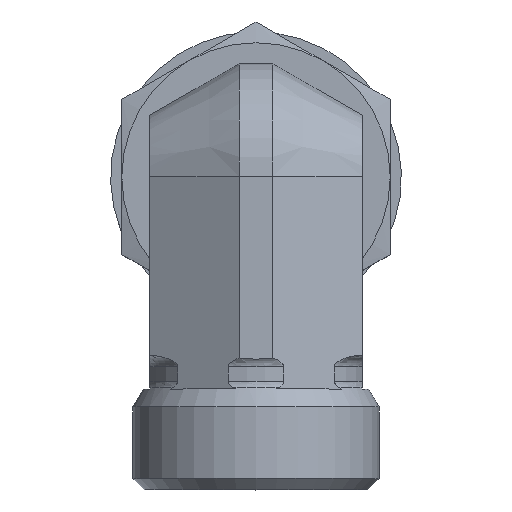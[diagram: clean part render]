
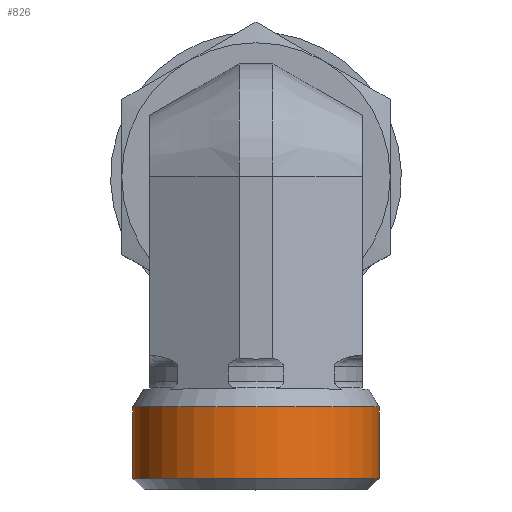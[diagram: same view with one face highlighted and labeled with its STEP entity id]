
A CAD part, top view. The second image highlights one B-rep face of the part: STEP entity #826.
In plain terms, the highlighted cylindrical face has radius 11 mm (diameter 22 mm), a full revolution.
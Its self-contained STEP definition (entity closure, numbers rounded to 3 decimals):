
#784=CARTESIAN_POINT('',(11.,-27.,19.));
#785=VERTEX_POINT('',#784);
#786=CARTESIAN_POINT('',(0.,-27.,19.0));
#787=DIRECTION('',(0.0,-1.0,0.0));
#788=DIRECTION('',(-1.0,0.0,0.0));
#789=AXIS2_PLACEMENT_3D('',#786,#787,#788);
#790=CIRCLE('',#789,11.0);
#791=EDGE_CURVE('',#785,#785,#790,.T.);
#807=CARTESIAN_POINT('',(0.,-28.,19.0));
#808=DIRECTION('',(0.0,1.0,0.0));
#809=DIRECTION('',(-1.0,0.0,0.0));
#810=AXIS2_PLACEMENT_3D('',#807,#808,#809);
#811=CYLINDRICAL_SURFACE('',#810,11.0);
#812=CARTESIAN_POINT('',(0.,-20.592,30.0));
#813=VERTEX_POINT('',#812);
#814=CARTESIAN_POINT('',(0.,-20.592,19.0));
#815=DIRECTION('',(0.0,-1.0,0.0));
#816=DIRECTION('',(-1.0,0.0,0.0));
#817=AXIS2_PLACEMENT_3D('',#814,#815,#816);
#818=CIRCLE('',#817,11.0);
#819=EDGE_CURVE('',#813,#813,#818,.T.);
#820=ORIENTED_EDGE('',*,*,#819,.T.);
#821=EDGE_LOOP('',(#820));
#822=FACE_OUTER_BOUND('',#821,.T.);
#823=ORIENTED_EDGE('',*,*,#791,.F.);
#824=EDGE_LOOP('',(#823));
#825=FACE_BOUND('',#824,.T.);
#826=ADVANCED_FACE('',(#822,#825),#811,.T.);
